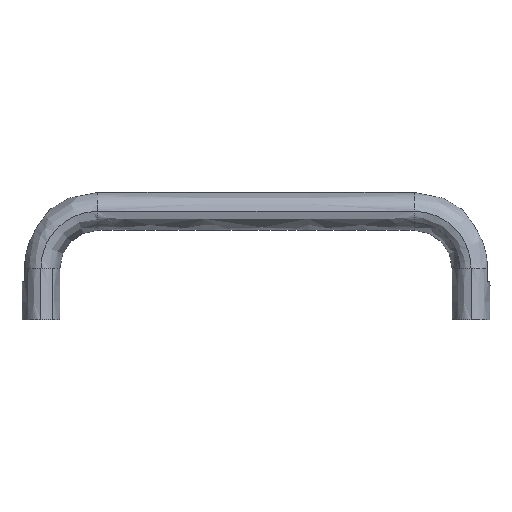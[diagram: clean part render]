
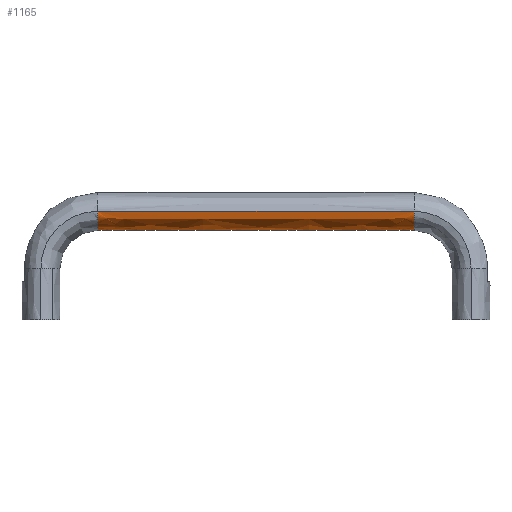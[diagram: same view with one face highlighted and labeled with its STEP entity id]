
A CAD part, front view. The second image highlights one B-rep face of the part: STEP entity #1165.
In plain terms, the highlighted free-form (B-spline) face has degree [3, 3] with [10, 4] control points.
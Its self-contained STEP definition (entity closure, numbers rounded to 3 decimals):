
#991=CARTESIAN_POINT('',(169.0,10.976,43.946));
#992=VERTEX_POINT('',#991);
#1004=CARTESIAN_POINT('',(27.0,10.976,43.946));
#1005=VERTEX_POINT('',#1004);
#1006=CARTESIAN_POINT('',(27.0,10.976,43.946));
#1007=CARTESIAN_POINT('',(74.333,10.976,43.946));
#1008=CARTESIAN_POINT('',(121.667,10.976,43.946));
#1009=CARTESIAN_POINT('',(169.0,10.976,43.946));
#1010=B_SPLINE_CURVE_WITH_KNOTS('',3,(#1006,#1007,#1008,#1009),.UNSPECIFIED.,.F.,.U.,(4,4),(0.235,0.765),.UNSPECIFIED.);
#1011=EDGE_CURVE('',#1005,#992,#1010,.T.);
#1035=CARTESIAN_POINT('',(27.0,-13.0,48.5));
#1036=VERTEX_POINT('',#1035);
#1052=CARTESIAN_POINT('',(169.0,-13.0,48.5));
#1053=VERTEX_POINT('',#1052);
#1054=CARTESIAN_POINT('',(27.0,-13.0,48.5));
#1055=CARTESIAN_POINT('',(74.333,-13.0,48.5));
#1056=CARTESIAN_POINT('',(121.667,-13.0,48.5));
#1057=CARTESIAN_POINT('',(169.0,-13.0,48.5));
#1058=B_SPLINE_CURVE_WITH_KNOTS('',3,(#1054,#1055,#1056,#1057),.UNSPECIFIED.,.F.,.U.,(4,4),(0.235,0.765),.UNSPECIFIED.);
#1059=EDGE_CURVE('',#1036,#1053,#1058,.T.);
#1081=CARTESIAN_POINT('',(26.29,-13.0,48.609));
#1082=CARTESIAN_POINT('',(26.29,-13.022,47.46));
#1083=CARTESIAN_POINT('',(26.29,-12.355,45.193));
#1084=CARTESIAN_POINT('',(26.29,-10.396,43.276));
#1085=CARTESIAN_POINT('',(26.29,-6.786,40.916));
#1086=CARTESIAN_POINT('',(26.29,-3.403,40.));
#1087=CARTESIAN_POINT('',(26.29,3.403,40.));
#1088=CARTESIAN_POINT('',(26.29,7.788,41.188));
#1089=CARTESIAN_POINT('',(26.29,10.534,43.478));
#1090=CARTESIAN_POINT('',(26.29,11.065,44.038));
#1091=CARTESIAN_POINT('',(74.097,-13.0,48.61));
#1092=CARTESIAN_POINT('',(74.097,-13.022,47.461));
#1093=CARTESIAN_POINT('',(74.097,-12.355,45.194));
#1094=CARTESIAN_POINT('',(74.097,-10.396,43.277));
#1095=CARTESIAN_POINT('',(74.097,-6.786,40.916));
#1096=CARTESIAN_POINT('',(74.097,-3.403,40.));
#1097=CARTESIAN_POINT('',(74.097,3.403,40.));
#1098=CARTESIAN_POINT('',(74.097,7.788,41.189));
#1099=CARTESIAN_POINT('',(74.097,10.534,43.479));
#1100=CARTESIAN_POINT('',(74.097,11.065,44.039));
#1101=CARTESIAN_POINT('',(121.903,-13.0,48.61));
#1102=CARTESIAN_POINT('',(121.903,-13.022,47.461));
#1103=CARTESIAN_POINT('',(121.903,-12.355,45.194));
#1104=CARTESIAN_POINT('',(121.903,-10.396,43.277));
#1105=CARTESIAN_POINT('',(121.903,-6.786,40.916));
#1106=CARTESIAN_POINT('',(121.903,-3.403,40.));
#1107=CARTESIAN_POINT('',(121.903,3.403,40.));
#1108=CARTESIAN_POINT('',(121.903,7.788,41.189));
#1109=CARTESIAN_POINT('',(121.903,10.534,43.479));
#1110=CARTESIAN_POINT('',(121.903,11.065,44.039));
#1111=CARTESIAN_POINT('',(169.71,-13.0,48.609));
#1112=CARTESIAN_POINT('',(169.71,-13.022,47.46));
#1113=CARTESIAN_POINT('',(169.71,-12.355,45.193));
#1114=CARTESIAN_POINT('',(169.71,-10.396,43.276));
#1115=CARTESIAN_POINT('',(169.71,-6.786,40.916));
#1116=CARTESIAN_POINT('',(169.71,-3.403,40.));
#1117=CARTESIAN_POINT('',(169.71,3.403,40.));
#1118=CARTESIAN_POINT('',(169.71,7.788,41.188));
#1119=CARTESIAN_POINT('',(169.71,10.534,43.478));
#1120=CARTESIAN_POINT('',(169.71,11.065,44.038));
#1121=B_SPLINE_SURFACE_WITH_KNOTS('',3,3,((#1081,#1091,#1101,#1111),(#1082,#1092,#1102,#1112),(#1083,#1093,#1103,#1113),(#1084,#1094,#1104,#1114),(#1085,#1095,#1105,#1115),(#1086,#1096,#1106,#1116),(#1087,#1097,#1107,#1117),(#1088,#1098,#1108,#1118),(#1089,#1099,#1109,#1119),(#1090,#1100,#1110,#1120)),.UNSPECIFIED.,.F.,.F.,.U.,(4,1,2,2,1,4),(4,4),(0.0,5.166,10.168,20.171,30.175,33.14),(0.0,143.42),.UNSPECIFIED.);
#1122=CARTESIAN_POINT('',(169.0,-10.517,43.504));
#1123=VERTEX_POINT('',#1122);
#1124=CARTESIAN_POINT('',(169.0,-10.517,43.504));
#1125=CARTESIAN_POINT('',(169.0,-10.117,43.144));
#1126=CARTESIAN_POINT('',(169.0,-9.674,42.804));
#1127=CARTESIAN_POINT('',(169.0,-6.786,40.916));
#1128=CARTESIAN_POINT('',(169.0,-3.403,40.0));
#1129=CARTESIAN_POINT('',(169.0,3.403,40.0));
#1130=CARTESIAN_POINT('',(169.0,6.786,40.916));
#1131=CARTESIAN_POINT('',(169.0,9.866,42.93));
#1132=CARTESIAN_POINT('',(169.0,10.465,43.42));
#1133=CARTESIAN_POINT('',(169.0,10.976,43.946));
#1134=B_SPLINE_CURVE_WITH_KNOTS('',3,(#1124,#1125,#1126,#1127,#1128,#1129,#1130,#1131,#1132,#1133),.UNSPECIFIED.,.F.,.U.,(4,2,2,2,4),(0.1,0.125,0.25,0.375,0.41),.UNSPECIFIED.);
#1135=EDGE_CURVE('',#1123,#992,#1134,.T.);
#1136=ORIENTED_EDGE('',*,*,#1135,.F.);
#1137=CARTESIAN_POINT('',(169.0,-13.0,48.5));
#1138=CARTESIAN_POINT('',(169.0,-13.0,47.387));
#1139=CARTESIAN_POINT('',(169.0,-12.662,46.275));
#1140=CARTESIAN_POINT('',(169.0,-11.62,44.63));
#1141=CARTESIAN_POINT('',(169.0,-11.117,44.044));
#1142=CARTESIAN_POINT('',(169.0,-10.517,43.504));
#1143=B_SPLINE_CURVE_WITH_KNOTS('',3,(#1137,#1138,#1139,#1140,#1141,#1142),.UNSPECIFIED.,.F.,.U.,(4,2,4),(0.0,0.063,0.1),.UNSPECIFIED.);
#1144=EDGE_CURVE('',#1053,#1123,#1143,.T.);
#1145=ORIENTED_EDGE('',*,*,#1144,.F.);
#1146=ORIENTED_EDGE('',*,*,#1059,.F.);
#1147=CARTESIAN_POINT('',(27.0,-13.0,48.5));
#1148=CARTESIAN_POINT('',(27.0,-13.0,47.387));
#1149=CARTESIAN_POINT('',(27.0,-12.662,46.275));
#1150=CARTESIAN_POINT('',(27.0,-11.359,44.219));
#1151=CARTESIAN_POINT('',(27.0,-10.396,43.276));
#1152=CARTESIAN_POINT('',(27.0,-6.786,40.916));
#1153=CARTESIAN_POINT('',(27.0,-3.403,40.0));
#1154=CARTESIAN_POINT('',(27.0,3.403,40.0));
#1155=CARTESIAN_POINT('',(27.0,6.786,40.916));
#1156=CARTESIAN_POINT('',(27.0,9.866,42.93));
#1157=CARTESIAN_POINT('',(27.0,10.465,43.42));
#1158=CARTESIAN_POINT('',(27.0,10.976,43.946));
#1159=B_SPLINE_CURVE_WITH_KNOTS('',3,(#1147,#1148,#1149,#1150,#1151,#1152,#1153,#1154,#1155,#1156,#1157,#1158),.UNSPECIFIED.,.F.,.U.,(4,2,2,2,2,4),(0.0,0.063,0.125,0.25,0.375,0.41),.UNSPECIFIED.);
#1160=EDGE_CURVE('',#1036,#1005,#1159,.T.);
#1161=ORIENTED_EDGE('',*,*,#1160,.T.);
#1162=ORIENTED_EDGE('',*,*,#1011,.T.);
#1163=EDGE_LOOP('',(#1136,#1145,#1146,#1161,#1162));
#1164=FACE_OUTER_BOUND('',#1163,.T.);
#1165=ADVANCED_FACE('',(#1164),#1121,.T.);
